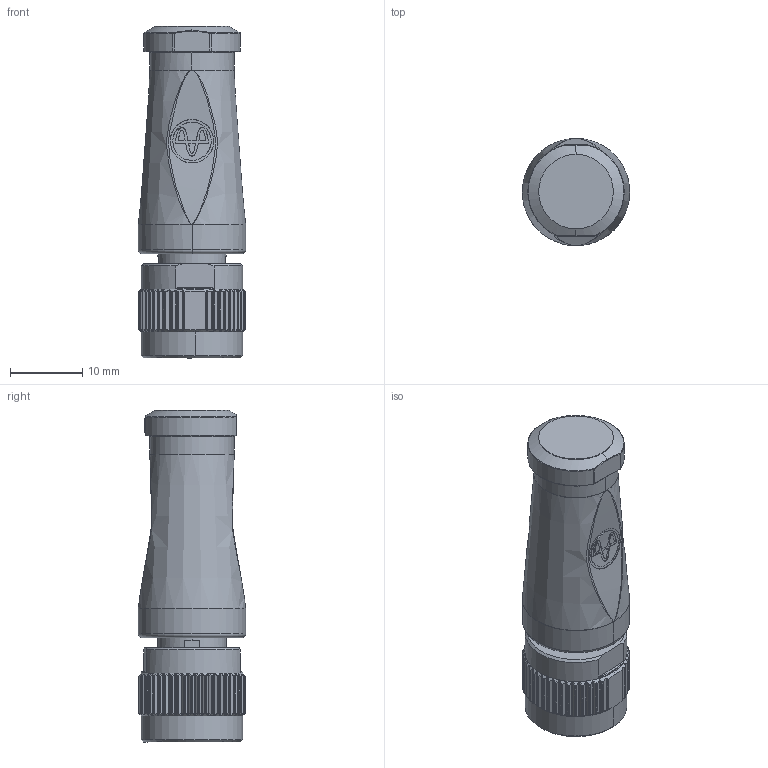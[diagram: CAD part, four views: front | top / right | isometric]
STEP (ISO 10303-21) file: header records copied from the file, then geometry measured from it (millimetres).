
FILE_DESCRIPTION (( 'STEP AP214' ), '1' );
FILE_NAME ('Customer-P2096A0100-M12FS-4DF-Yamaichi.STEP', '2020-09-29T13:32:37', ( '' ), ( '' ), 'SwSTEP 2.0', 'SolidWorks 2018', '' );
FILE_SCHEMA (( 'AUTOMOTIVE_DESIGN' ));
Length unit declared in the file: millimetre
Products named in the file (1): Customer-P2096A0100-M12FS-4DF-Yamaichi
Bounding box: 14.8 x 14.8 x 45.8 mm (x, y, z)
Volume: 5902.7 mm3; surface area: 3278.3 mm2
Topology: 1 solids, 1 shells, 1146 faces, 2549 edges, 1410 vertices
Faces by surface type: bspline 329, cylinder 295, sphere 179, plane 152, torus 149, cone 42
Entity records: 46622 total; most frequent: CARTESIAN_POINT 19701, ORIENTED_EDGE 5060, DIRECTION 4625, EDGE_CURVE 2530, AXIS2_PLACEMENT_3D 2027, VERTEX_POINT 1410, CIRCLE 1209, EDGE_LOOP 1170
